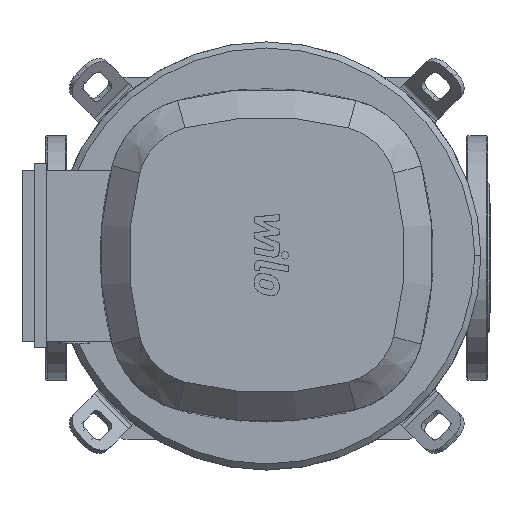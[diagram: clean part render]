
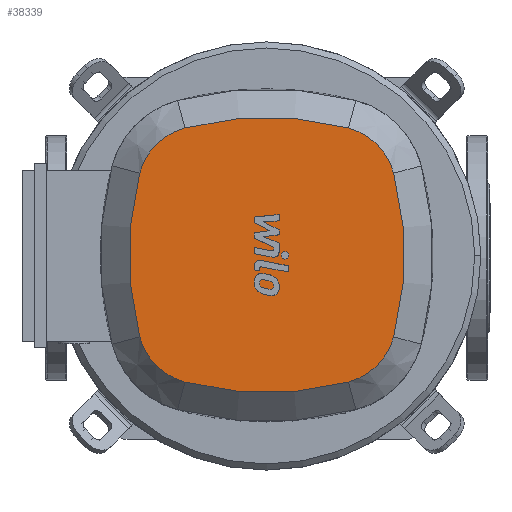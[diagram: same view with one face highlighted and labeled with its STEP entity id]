
A CAD part, top view. The second image highlights one B-rep face of the part: STEP entity #38339.
In plain terms, the highlighted planar face has unit normal (0, 0, 1).
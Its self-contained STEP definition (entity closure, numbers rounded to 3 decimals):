
#37974=CARTESIAN_POINT('',(-103.815,-66.869,1579.0));
#37975=VERTEX_POINT('',#37974);
#37993=CARTESIAN_POINT('',(-66.869,-103.815,1579.0));
#37994=VERTEX_POINT('',#37993);
#38001=CARTESIAN_POINT('',(-53.387,-53.387,1579.0));
#38002=DIRECTION('',(0.0,0.0,-1.0));
#38003=DIRECTION('',(0.0,-1.0,0.0));
#38004=AXIS2_PLACEMENT_3D('',#38001,#38002,#38003);
#38005=CIRCLE('',#38004,52.2);
#38006=EDGE_CURVE('',#37994,#37975,#38005,.T.);
#38016=CARTESIAN_POINT('',(-103.815,66.869,1579.0));
#38017=VERTEX_POINT('',#38016);
#38034=CARTESIAN_POINT('',(146.297,0.,1579.0));
#38035=DIRECTION('',(0.0,0.0,-1.));
#38036=DIRECTION('',(-0.966,0.258,0.0));
#38037=AXIS2_PLACEMENT_3D('',#38034,#38035,#38036);
#38038=CIRCLE('',#38037,258.897);
#38039=EDGE_CURVE('',#37975,#38017,#38038,.T.);
#38051=CARTESIAN_POINT('',(66.869,-103.815,1579.0));
#38052=VERTEX_POINT('',#38051);
#38059=CARTESIAN_POINT('',(0.,146.297,1579.0));
#38060=DIRECTION('',(0.0,0.0,-1.));
#38061=DIRECTION('',(-0.258,-0.966,0.0));
#38062=AXIS2_PLACEMENT_3D('',#38059,#38060,#38061);
#38063=CIRCLE('',#38062,258.897);
#38064=EDGE_CURVE('',#38052,#37994,#38063,.T.);
#38082=CARTESIAN_POINT('',(-66.869,103.815,1579.0));
#38083=VERTEX_POINT('',#38082);
#38100=CARTESIAN_POINT('',(-53.387,53.387,1579.0));
#38101=DIRECTION('',(0.0,0.0,-1.0));
#38102=DIRECTION('',(-1.0,0.0,0.0));
#38103=AXIS2_PLACEMENT_3D('',#38100,#38101,#38102);
#38104=CIRCLE('',#38103,52.2);
#38105=EDGE_CURVE('',#38017,#38083,#38104,.T.);
#38117=CARTESIAN_POINT('',(103.815,-66.869,1579.0));
#38118=VERTEX_POINT('',#38117);
#38125=CARTESIAN_POINT('',(53.387,-53.387,1579.0));
#38126=DIRECTION('',(0.0,0.0,-1.0));
#38127=DIRECTION('',(1.0,0.0,0.0));
#38128=AXIS2_PLACEMENT_3D('',#38125,#38126,#38127);
#38129=CIRCLE('',#38128,52.2);
#38130=EDGE_CURVE('',#38118,#38052,#38129,.T.);
#38148=CARTESIAN_POINT('',(66.869,103.815,1579.0));
#38149=VERTEX_POINT('',#38148);
#38166=CARTESIAN_POINT('',(0.,-146.297,1579.0));
#38167=DIRECTION('',(0.0,0.0,-1.));
#38168=DIRECTION('',(0.258,0.966,0.0));
#38169=AXIS2_PLACEMENT_3D('',#38166,#38167,#38168);
#38170=CIRCLE('',#38169,258.897);
#38171=EDGE_CURVE('',#38083,#38149,#38170,.T.);
#38183=CARTESIAN_POINT('',(103.815,66.869,1579.0));
#38184=VERTEX_POINT('',#38183);
#38191=CARTESIAN_POINT('',(-146.297,0.,1579.0));
#38192=DIRECTION('',(0.0,0.0,-1.));
#38193=DIRECTION('',(0.966,-0.258,0.0));
#38194=AXIS2_PLACEMENT_3D('',#38191,#38192,#38193);
#38195=CIRCLE('',#38194,258.897);
#38196=EDGE_CURVE('',#38184,#38118,#38195,.T.);
#38215=CARTESIAN_POINT('',(53.387,53.387,1579.0));
#38216=DIRECTION('',(0.0,0.0,-1.0));
#38217=DIRECTION('',(0.0,1.0,0.0));
#38218=AXIS2_PLACEMENT_3D('',#38215,#38216,#38217);
#38219=CIRCLE('',#38218,52.2);
#38220=EDGE_CURVE('',#38149,#38184,#38219,.T.);
#38324=CARTESIAN_POINT('',(117.404,0.,1579.0));
#38325=DIRECTION('',(0.0,0.0,1.0));
#38326=DIRECTION('',(-1.0,0.0,0.0));
#38327=AXIS2_PLACEMENT_3D('',#38324,#38325,#38326);
#38328=PLANE('',#38327);
#38329=ORIENTED_EDGE('',*,*,#38006,.F.);
#38330=ORIENTED_EDGE('',*,*,#38064,.F.);
#38331=ORIENTED_EDGE('',*,*,#38130,.F.);
#38332=ORIENTED_EDGE('',*,*,#38196,.F.);
#38333=ORIENTED_EDGE('',*,*,#38220,.F.);
#38334=ORIENTED_EDGE('',*,*,#38171,.F.);
#38335=ORIENTED_EDGE('',*,*,#38105,.F.);
#38336=ORIENTED_EDGE('',*,*,#38039,.F.);
#38337=EDGE_LOOP('',(#38329,#38330,#38331,#38332,#38333,#38334,#38335,#38336));
#38338=FACE_OUTER_BOUND('',#38337,.T.);
#38339=ADVANCED_FACE('',(#38338),#38328,.T.);
